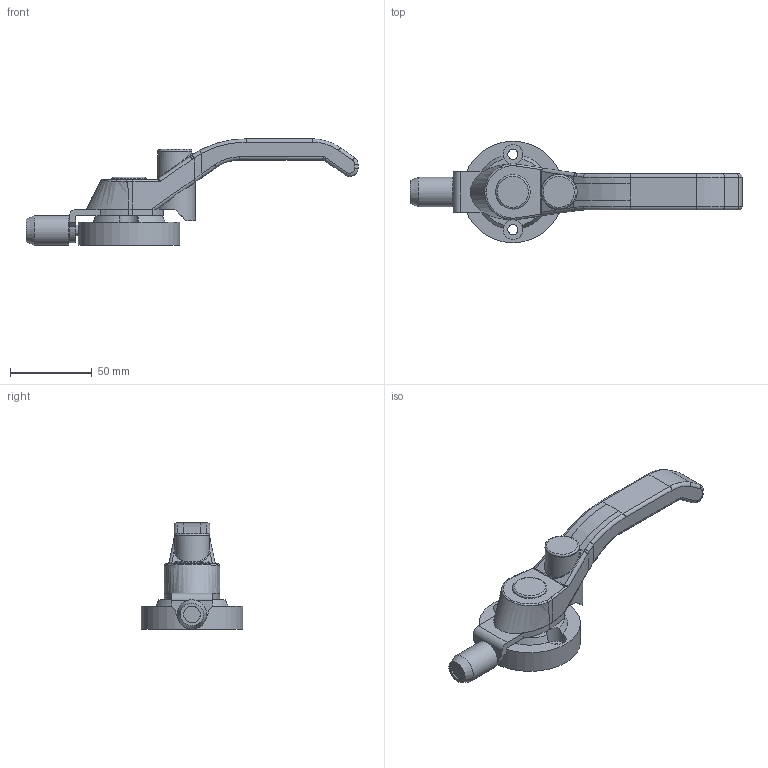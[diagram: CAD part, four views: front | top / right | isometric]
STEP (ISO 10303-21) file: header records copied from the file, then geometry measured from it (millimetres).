
FILE_DESCRIPTION(('STEP AP203'),'1');
FILE_NAME('012.2.DD.01.step','2012-10-11T08:15:05',(' '),(' '),'Spatial InterOp 3D',' ',' ');
FILE_SCHEMA(('CONFIG_CONTROL_DESIGN'));
Length unit declared in the file: millimetre
Products named in the file (12): 1; 2; 3; 4; 5; 6; 7; 8; 9; 10; 11; 12
Bounding box: 202.9 x 62 x 65 mm (x, y, z)
Volume: 92390.8 mm3; surface area: 54565.7 mm2
Topology: 12 solids, 12 shells, 549 faces, 1428 edges, 927 vertices
Faces by surface type: plane 328, cylinder 111, cone 55, bspline 34, torus 15, extrusion 6
Full cylindrical faces by diameter (mm): 5.2 x2, 6 x1, 6.2 x6, 6.4 x1, 8 x1, 8.5 x1, 8.6 x1, 9 x1, 9.2 x1, 10 x1, 10.2 x1, 10.5 x2, 12 x4, 12.2 x2, 12.5 x1, 14.2 x1, 15 x4, 16.2 x1, 17.2 x2, 18 x1, 21 x3, 25 x1, 62 x1
Entity records: 20390 total; most frequent: CARTESIAN_POINT 6613, DIRECTION 2742, ORIENTED_EDGE 2726, EDGE_CURVE 1363, AXIS2_PLACEMENT_3D 998, VERTEX_POINT 918, VECTOR 746, LINE 740
